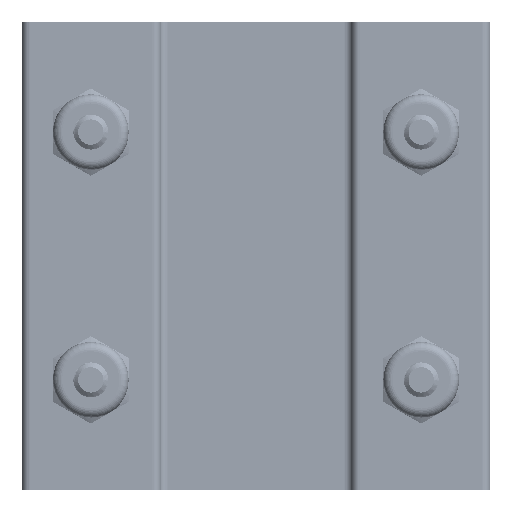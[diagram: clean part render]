
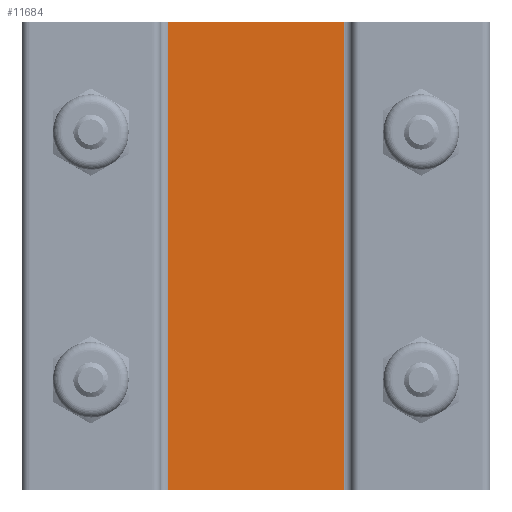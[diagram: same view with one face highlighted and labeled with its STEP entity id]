
A CAD part, front view. The second image highlights one B-rep face of the part: STEP entity #11684.
In plain terms, the highlighted planar face has unit normal (0, -1, 0).
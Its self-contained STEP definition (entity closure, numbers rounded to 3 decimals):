
#2004=FACE_OUTER_BOUND('',#2703,.T.);
#2703=EDGE_LOOP('',(#8540,#8541,#8542,#8543));
#4471=LINE('',#17067,#4907);
#4490=LINE('',#17149,#4926);
#4494=LINE('',#17173,#4930);
#4500=LINE('',#17184,#4936);
#4907=VECTOR('',#13930,10.);
#4926=VECTOR('',#14009,10.);
#4930=VECTOR('',#14041,10.);
#4936=VECTOR('',#14057,10.);
#5341=VERTEX_POINT('',#17064);
#5342=VERTEX_POINT('',#17066);
#5374=VERTEX_POINT('',#17146);
#5375=VERTEX_POINT('',#17148);
#6609=EDGE_CURVE('',#5341,#5342,#4471,.T.);
#6655=EDGE_CURVE('',#5374,#5375,#4490,.T.);
#6666=EDGE_CURVE('',#5375,#5341,#4494,.T.);
#6672=EDGE_CURVE('',#5342,#5374,#4500,.T.);
#8540=ORIENTED_EDGE('',*,*,#6672,.F.);
#8541=ORIENTED_EDGE('',*,*,#6609,.F.);
#8542=ORIENTED_EDGE('',*,*,#6666,.F.);
#8543=ORIENTED_EDGE('',*,*,#6655,.F.);
#11547=PLANE('',#12504);
#11684=ADVANCED_FACE('',(#2004),#11547,.F.);
#12504=AXIS2_PLACEMENT_3D('',#17185,#14058,#14059);
#13930=DIRECTION('',(1.,0.,0.));
#14009=DIRECTION('',(-1.,0.,0.));
#14041=DIRECTION('',(0.,0.,1.));
#14057=DIRECTION('',(0.,0.,-1.));
#14058=DIRECTION('center_axis',(0.,1.,0.));
#14059=DIRECTION('ref_axis',(0.,0.,1.));
#17064=CARTESIAN_POINT('',(10.6,0.8,34.));
#17066=CARTESIAN_POINT('',(23.4,0.8,34.));
#17067=CARTESIAN_POINT('',(12.25,0.8,34.));
#17146=CARTESIAN_POINT('',(23.4,0.8,0.));
#17148=CARTESIAN_POINT('',(10.6,0.8,0.));
#17149=CARTESIAN_POINT('',(21.75,0.8,0.));
#17173=CARTESIAN_POINT('',(10.6,0.8,8.5));
#17184=CARTESIAN_POINT('',(23.4,0.8,25.5));
#17185=CARTESIAN_POINT('Origin',(17.,0.8,17.));
